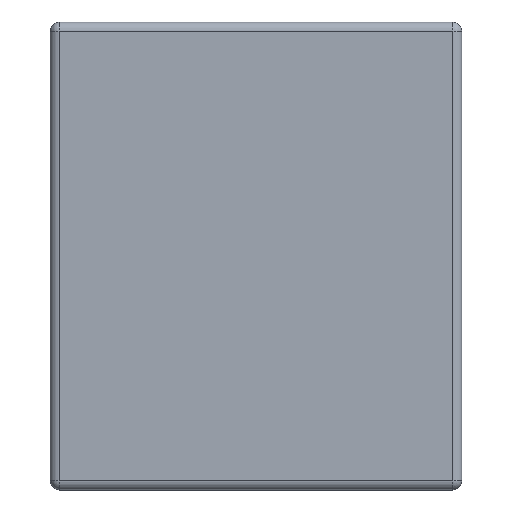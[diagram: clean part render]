
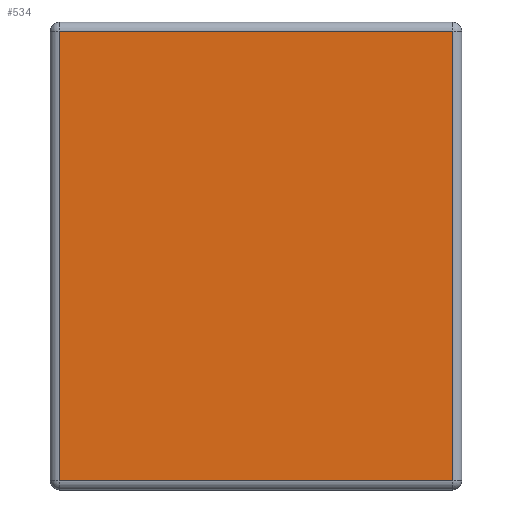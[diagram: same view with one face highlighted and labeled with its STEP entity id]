
A CAD part, left-side view. The second image highlights one B-rep face of the part: STEP entity #534.
In plain terms, the highlighted planar face has unit normal (-1, 0, 0).
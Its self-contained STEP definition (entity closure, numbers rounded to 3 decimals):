
#505 = VERTEX_POINT ( 'NONE', #903 ) ;
#507 = ORIENTED_EDGE ( 'NONE', *, *, #510, .T. ) ;
#508 = VERTEX_POINT ( 'NONE', #902 ) ;
#509 = EDGE_LOOP ( 'NONE', ( #507, #517, #551, #562 ) ) ;
#510 = EDGE_CURVE ( 'NONE', #508, #505, #901, .T. ) ;
#517 = ORIENTED_EDGE ( 'NONE', *, *, #550, .T. ) ;
#518 = VERTEX_POINT ( 'NONE', #927 ) ;
#534 = ADVANCED_FACE ( 'NONE', ( #1024 ), #1008, .F. ) ;
#550 = EDGE_CURVE ( 'NONE', #505, #518, #1086, .T. ) ;
#551 = ORIENTED_EDGE ( 'NONE', *, *, #552, .T. ) ;
#552 = EDGE_CURVE ( 'NONE', #518, #558, #1082, .T. ) ;
#553 = EDGE_CURVE ( 'NONE', #558, #508, #1078, .T. ) ;
#558 = VERTEX_POINT ( 'NONE', #1066 ) ;
#562 = ORIENTED_EDGE ( 'NONE', *, *, #553, .T. ) ;
#898 = DIRECTION ( 'NONE',  ( 0., 1., 0. ) ) ;
#899 = VECTOR ( 'NONE', #898, 1000. ) ;
#900 = CARTESIAN_POINT ( 'NONE',  ( -1.6, 2.2, 1.2 ) ) ;
#901 = LINE ( 'NONE', #900, #899 ) ;
#902 = CARTESIAN_POINT ( 'NONE',  ( -1.6, 0.05, 1.2 ) ) ;
#903 = CARTESIAN_POINT ( 'NONE',  ( -1.6, 2.15, 1.2 ) ) ;
#927 = CARTESIAN_POINT ( 'NONE',  ( -1.6, 2.15, -1.2 ) ) ;
#1004 = DIRECTION ( 'NONE',  ( 0., 0., -1. ) ) ;
#1005 = DIRECTION ( 'NONE',  ( 1., 0., 0. ) ) ;
#1006 = CARTESIAN_POINT ( 'NONE',  ( -1.6, 2.2, 1.25 ) ) ;
#1007 = AXIS2_PLACEMENT_3D ( 'NONE', #1006, #1005, #1004 ) ;
#1008 = PLANE ( 'NONE',  #1007 ) ;
#1024 = FACE_OUTER_BOUND ( 'NONE', #509, .T. ) ;
#1066 = CARTESIAN_POINT ( 'NONE',  ( -1.6, 0.05, -1.2 ) ) ;
#1075 = DIRECTION ( 'NONE',  ( 0., 0., 1. ) ) ;
#1076 = VECTOR ( 'NONE', #1075, 1000. ) ;
#1077 = CARTESIAN_POINT ( 'NONE',  ( -1.6, 0.05, 1.25 ) ) ;
#1078 = LINE ( 'NONE', #1077, #1076 ) ;
#1079 = DIRECTION ( 'NONE',  ( 0., -1., 0. ) ) ;
#1080 = VECTOR ( 'NONE', #1079, 1000. ) ;
#1081 = CARTESIAN_POINT ( 'NONE',  ( -1.6, 2.2, -1.2 ) ) ;
#1082 = LINE ( 'NONE', #1081, #1080 ) ;
#1083 = DIRECTION ( 'NONE',  ( 0., 0., -1. ) ) ;
#1084 = VECTOR ( 'NONE', #1083, 1000. ) ;
#1085 = CARTESIAN_POINT ( 'NONE',  ( -1.6, 2.15, 1.25 ) ) ;
#1086 = LINE ( 'NONE', #1085, #1084 ) ;
